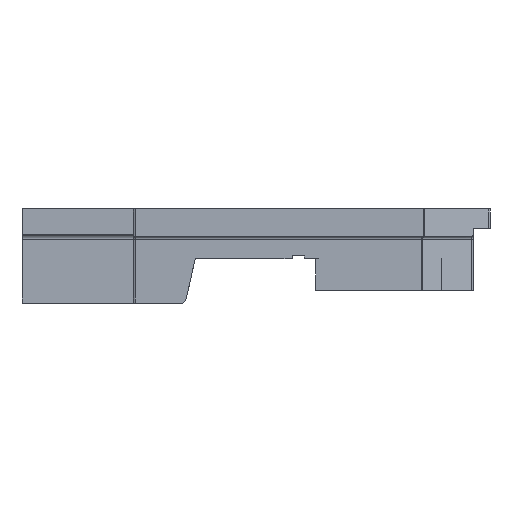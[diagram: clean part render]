
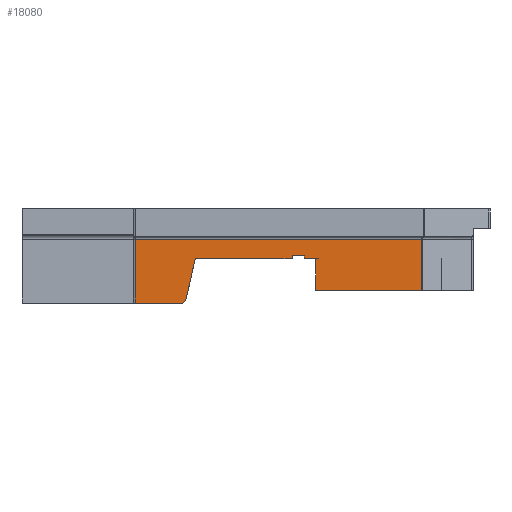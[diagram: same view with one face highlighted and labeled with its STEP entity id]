
A CAD part, left-side view. The second image highlights one B-rep face of the part: STEP entity #18080.
In plain terms, the highlighted planar face has unit normal (-1, 0, 0).
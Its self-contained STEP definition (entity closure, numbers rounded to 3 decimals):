
#2586=FACE_OUTER_BOUND('',#3617,.T.);
#3617=EDGE_LOOP('',(#16646,#16647,#16648,#16649,#16650,#16651,#16652,#16653,
#16654,#16655,#16656,#16657,#16658,#16659));
#4048=LINE('',#24840,#5654);
#4080=LINE('',#24922,#5686);
#4114=LINE('',#25055,#5720);
#4116=LINE('',#25059,#5722);
#4120=LINE('',#25066,#5726);
#4121=LINE('',#25068,#5727);
#4134=LINE('',#25102,#5740);
#4143=LINE('',#25138,#5749);
#5192=LINE('',#36809,#6798);
#5216=LINE('',#36884,#6822);
#5226=LINE('',#36906,#6832);
#5228=LINE('',#36910,#6834);
#5229=LINE('',#36912,#6835);
#5230=LINE('',#36913,#6836);
#5654=VECTOR('',#19584,10.);
#5686=VECTOR('',#19652,10.);
#5720=VECTOR('',#19716,10.);
#5722=VECTOR('',#19720,10.);
#5726=VECTOR('',#19726,10.);
#5727=VECTOR('',#19729,10.);
#5740=VECTOR('',#19766,10.);
#5749=VECTOR('',#19805,23.019);
#6798=VECTOR('',#21836,106.944);
#6822=VECTOR('',#21942,10.);
#6832=VECTOR('',#21968,106.944);
#6834=VECTOR('',#21974,10.);
#6835=VECTOR('',#21975,10.);
#6836=VECTOR('',#21976,10.);
#7566=VERTEX_POINT('',#24837);
#7567=VERTEX_POINT('',#24839);
#7598=VERTEX_POINT('',#24919);
#7599=VERTEX_POINT('',#24921);
#7626=VERTEX_POINT('',#25054);
#7627=VERTEX_POINT('',#25058);
#7628=VERTEX_POINT('',#25062);
#7629=VERTEX_POINT('',#25064);
#7637=VERTEX_POINT('',#25100);
#7638=VERTEX_POINT('',#25101);
#7650=VERTEX_POINT('',#25136);
#8658=VERTEX_POINT('',#36882);
#8662=VERTEX_POINT('',#36904);
#8663=VERTEX_POINT('',#36911);
#9459=EDGE_CURVE('',#7567,#7566,#4048,.T.);
#9502=EDGE_CURVE('',#7599,#7598,#4080,.T.);
#9546=EDGE_CURVE('',#7567,#7626,#4114,.T.);
#9548=EDGE_CURVE('',#7627,#7626,#4116,.T.);
#9552=EDGE_CURVE('',#7628,#7629,#4120,.T.);
#9553=EDGE_CURVE('',#7628,#7598,#4121,.T.);
#9569=EDGE_CURVE('',#7637,#7638,#4134,.T.);
#9588=EDGE_CURVE('',#7566,#7650,#4143,.F.);
#11289=EDGE_CURVE('',#7650,#7637,#5192,.F.);
#11325=EDGE_CURVE('',#7629,#8658,#5216,.T.);
#11335=EDGE_CURVE('',#8662,#7638,#5226,.T.);
#11337=EDGE_CURVE('',#7599,#8662,#5228,.T.);
#11338=EDGE_CURVE('',#8658,#8663,#5229,.T.);
#11339=EDGE_CURVE('',#8663,#7627,#5230,.T.);
#16646=ORIENTED_EDGE('',*,*,#9459,.T.);
#16647=ORIENTED_EDGE('',*,*,#9588,.T.);
#16648=ORIENTED_EDGE('',*,*,#11289,.T.);
#16649=ORIENTED_EDGE('',*,*,#9569,.T.);
#16650=ORIENTED_EDGE('',*,*,#11335,.F.);
#16651=ORIENTED_EDGE('',*,*,#11337,.F.);
#16652=ORIENTED_EDGE('',*,*,#9502,.T.);
#16653=ORIENTED_EDGE('',*,*,#9553,.F.);
#16654=ORIENTED_EDGE('',*,*,#9552,.T.);
#16655=ORIENTED_EDGE('',*,*,#11325,.T.);
#16656=ORIENTED_EDGE('',*,*,#11338,.T.);
#16657=ORIENTED_EDGE('',*,*,#11339,.T.);
#16658=ORIENTED_EDGE('',*,*,#9548,.T.);
#16659=ORIENTED_EDGE('',*,*,#9546,.F.);
#17149=PLANE('',#18857);
#18080=ADVANCED_FACE('',(#2586),#17149,.F.);
#18857=AXIS2_PLACEMENT_3D('',#36909,#21972,#21973);
#19584=DIRECTION('',(0.,-1.,0.));
#19652=DIRECTION('',(0.,-0.225,0.974));
#19716=DIRECTION('',(0.,1.,0.));
#19720=DIRECTION('',(0.,0.,-1.));
#19726=DIRECTION('',(0.,0.,1.));
#19729=DIRECTION('',(0.,1.,0.));
#19766=DIRECTION('',(0.,0.,-1.));
#19805=DIRECTION('',(0.,0.,-1.));
#21836=DIRECTION('',(0.,-1.,0.));
#21942=DIRECTION('',(0.,-1.,0.));
#21968=DIRECTION('',(0.,1.,0.));
#21972=DIRECTION('center_axis',(1.,0.,0.));
#21973=DIRECTION('ref_axis',(0.,0.,
1.));
#21974=DIRECTION('',(0.,0.783,-0.623));
#21975=DIRECTION('',(0.,0.,-1.));
#21976=DIRECTION('',(0.,-1.,0.));
#24837=CARTESIAN_POINT('',(-90.487,-107.737,3.857));
#24839=CARTESIAN_POINT('',(-90.487,-69.693,3.857));
#24840=CARTESIAN_POINT('',(-90.487,-41.493,3.857));
#24919=CARTESIAN_POINT('',(-90.487,-23.239,15.71));
#24921=CARTESIAN_POINT('',(-90.487,-19.63,0.077));
#24922=CARTESIAN_POINT('',(-90.487,-14.696,-21.293));
#25054=CARTESIAN_POINT('',(-90.487,-68.193,3.857));
#25055=CARTESIAN_POINT('',(-90.487,-69.693,3.857));
#25058=CARTESIAN_POINT('',(-90.487,-68.193,15.71));
#25059=CARTESIAN_POINT('',(-90.487,-68.193,15.71));
#25062=CARTESIAN_POINT('',(-90.487,-59.377,15.71));
#25064=CARTESIAN_POINT('',(-90.487,-59.377,16.71));
#25066=CARTESIAN_POINT('',(-90.487,-59.377,19.761));
#25068=CARTESIAN_POINT('',(-90.487,-13.638,15.71));
#25100=CARTESIAN_POINT('',(-90.487,-0.794,23.019));
#25101=CARTESIAN_POINT('',(-90.487,-0.794,-0.897));
#25102=CARTESIAN_POINT('',(-90.487,-0.794,0.));
#25136=CARTESIAN_POINT('',(-90.487,-107.737,23.019));
#25138=CARTESIAN_POINT('',(-90.487,-107.737,23.019));
#36809=CARTESIAN_POINT('',(-90.487,-0.794,23.019));
#36882=CARTESIAN_POINT('',(-90.487,-63.877,16.71));
#36884=CARTESIAN_POINT('',(-90.487,-31.939,16.71));
#36904=CARTESIAN_POINT('',(-90.487,-18.405,-0.897));
#36906=CARTESIAN_POINT('',(-90.487,-0.794,-0.897));
#36909=CARTESIAN_POINT('Origin',(-90.487,0.,
23.812));
#36910=CARTESIAN_POINT('',(-90.487,-19.094,-0.349));
#36911=CARTESIAN_POINT('',(-90.487,-63.877,15.71));
#36912=CARTESIAN_POINT('',(-90.487,-63.877,16.46));
#36913=CARTESIAN_POINT('',(-90.487,-63.877,15.71));
